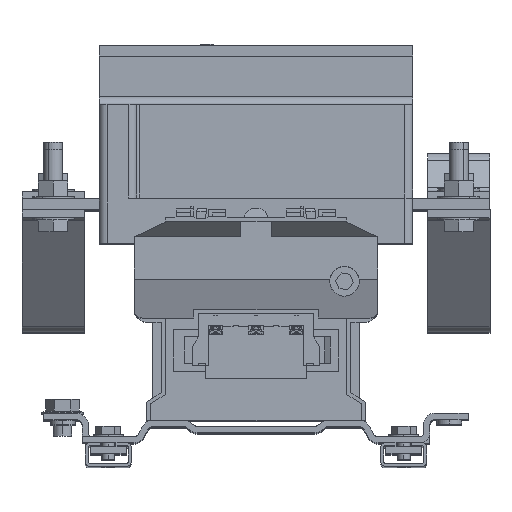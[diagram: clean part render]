
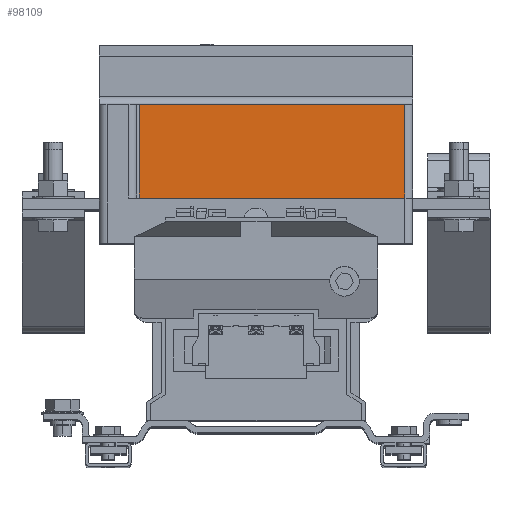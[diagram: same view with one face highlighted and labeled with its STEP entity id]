
A CAD part, top view. The second image highlights one B-rep face of the part: STEP entity #98109.
In plain terms, the highlighted planar face has unit normal (0, 0, 1).
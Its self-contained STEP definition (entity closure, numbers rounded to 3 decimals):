
#41 = VECTOR ( 'NONE', #104674, 1000. ) ;
#1292 = DIRECTION ( 'NONE',  ( 0., 0., -1. ) ) ;
#7765 = EDGE_CURVE ( 'NONE', #45628, #47178, #74866, .T. ) ;
#16195 = CARTESIAN_POINT ( 'NONE',  ( -74.7, 157., 409.25 ) ) ;
#22334 = VECTOR ( 'NONE', #75656, 1000. ) ;
#23955 = VECTOR ( 'NONE', #82200, 1000. ) ;
#25340 = LINE ( 'NONE', #37497, #22334 ) ;
#26882 = ORIENTED_EDGE ( 'NONE', *, *, #95696, .T. ) ;
#37497 = CARTESIAN_POINT ( 'NONE',  ( 149.5, 217., 409.25 ) ) ;
#39779 = CARTESIAN_POINT ( 'NONE',  ( 95.5, 157., 409.25 ) ) ;
#45628 = VERTEX_POINT ( 'NONE', #39779 ) ;
#47178 = VERTEX_POINT ( 'NONE', #16195 ) ;
#48718 = VECTOR ( 'NONE', #80582, 1000. ) ;
#52782 = EDGE_LOOP ( 'NONE', ( #97578, #112200, #26882, #102167 ) ) ;
#53876 = CARTESIAN_POINT ( 'NONE',  ( -74.7, 217., 409.25 ) ) ;
#59252 = FACE_OUTER_BOUND ( 'NONE', #52782, .T. ) ;
#68052 = DIRECTION ( 'NONE',  ( -1., 0., 0. ) ) ;
#70938 = CARTESIAN_POINT ( 'NONE',  ( -74.7, 157., 409.25 ) ) ;
#72577 = CARTESIAN_POINT ( 'NONE',  ( 149.5, 157., 409.25 ) ) ;
#74238 = LINE ( 'NONE', #70938, #48718 ) ;
#74866 = LINE ( 'NONE', #72577, #23955 ) ;
#75656 = DIRECTION ( 'NONE',  ( -1., 0., 0. ) ) ;
#76229 = LINE ( 'NONE', #94914, #41 ) ;
#80582 = DIRECTION ( 'NONE',  ( 0., -1., 0. ) ) ;
#81605 = CARTESIAN_POINT ( 'NONE',  ( 95.5, 217., 409.25 ) ) ;
#82200 = DIRECTION ( 'NONE',  ( -1., 0., 0. ) ) ;
#92894 = EDGE_CURVE ( 'NONE', #105388, #47178, #74238, .T. ) ;
#94914 = CARTESIAN_POINT ( 'NONE',  ( 95.5, 217., 409.25 ) ) ;
#95680 = EDGE_CURVE ( 'NONE', #45628, #106505, #76229, .T. ) ;
#95696 = EDGE_CURVE ( 'NONE', #106505, #105388, #25340, .T. ) ;
#96580 = CARTESIAN_POINT ( 'NONE',  ( 149.5, 0., 409.25 ) ) ;
#97578 = ORIENTED_EDGE ( 'NONE', *, *, #7765, .F. ) ;
#98109 = ADVANCED_FACE ( 'NONE', ( #59252 ), #115543, .F. ) ;
#102167 = ORIENTED_EDGE ( 'NONE', *, *, #92894, .T. ) ;
#102883 = AXIS2_PLACEMENT_3D ( 'NONE', #96580, #1292, #68052 ) ;
#104674 = DIRECTION ( 'NONE',  ( 0., 1., 0. ) ) ;
#105388 = VERTEX_POINT ( 'NONE', #53876 ) ;
#106505 = VERTEX_POINT ( 'NONE', #81605 ) ;
#112200 = ORIENTED_EDGE ( 'NONE', *, *, #95680, .T. ) ;
#115543 = PLANE ( 'NONE',  #102883 ) ;
